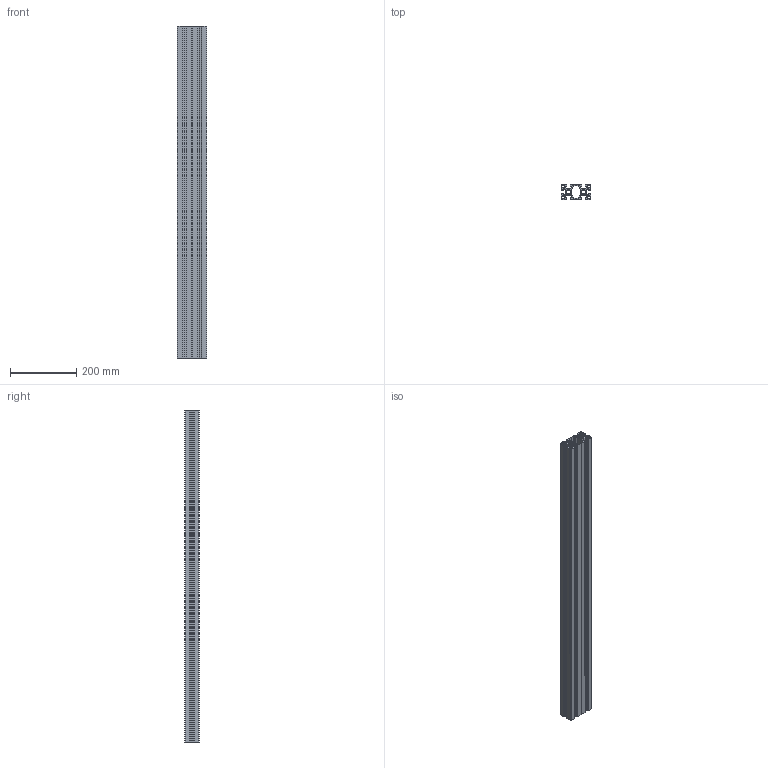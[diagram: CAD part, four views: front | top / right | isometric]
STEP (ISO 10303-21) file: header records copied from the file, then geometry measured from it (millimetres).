
FILE_DESCRIPTION (( 'STEP AP214' ), '1' );
FILE_NAME ('559SH Êîíñòðóêöèîííûé ïðîôèëü 45õ90SH.STEP', '2019-05-08T10:34:59', ( 'Ïîëüçîâàòåëü Windows' ), ( '' ), 'SwSTEP 2.0', 'SolidWorks 2018', '' );
FILE_SCHEMA (( 'AUTOMOTIVE_DESIGN' ));
Length unit declared in the file: millimetre
Products named in the file (1): 559SH Êîíñòðóêöèîííûé ïðîôèëü 45õ90SH
Bounding box: 90 x 45 x 1000 mm (x, y, z)
Volume: 1557419 mm3; surface area: 839435.9 mm2
Topology: 1 solids, 1 shells, 338 faces, 1008 edges, 672 vertices
Faces by surface type: plane 176, cylinder 162
Entity records: 11498 total; most frequent: CARTESIAN_POINT 2019, ORIENTED_EDGE 2016, DIRECTION 2010, EDGE_CURVE 1008, LINE 684, VECTOR 684, VERTEX_POINT 672, AXIS2_PLACEMENT_3D 663
